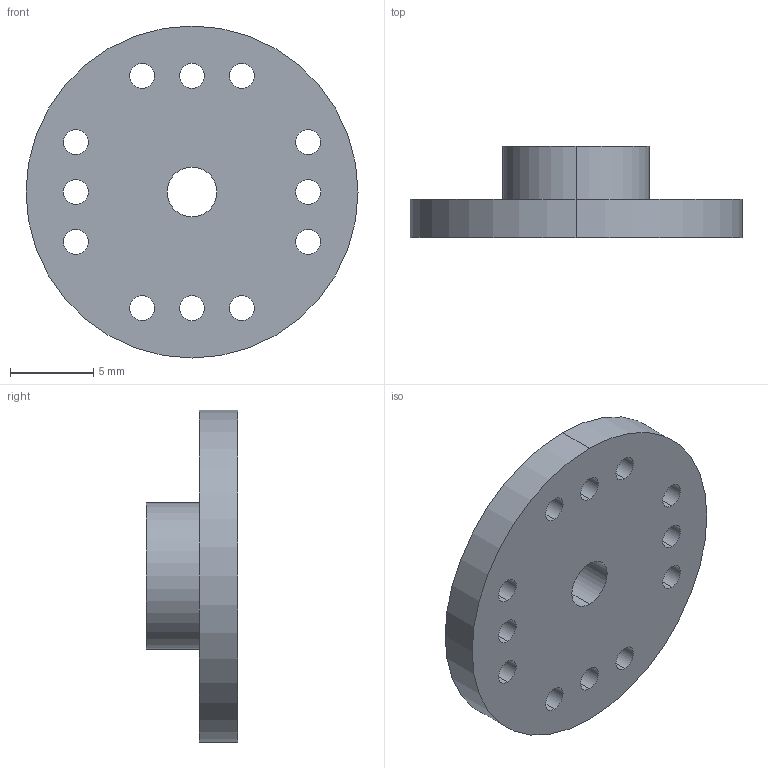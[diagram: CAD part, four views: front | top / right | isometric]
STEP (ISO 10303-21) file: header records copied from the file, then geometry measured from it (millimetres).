
FILE_DESCRIPTION (( 'STEP AP203' ), '1' );
FILE_NAME ('User Library-MG996R Servo Motor_Servo Horns_Circular Horn_sldprt.STEP', '2025-08-06T18:24:25', ( '' ), ( '' ), 'SwSTEP 2.0', 'SolidWorks 2025', '' );
FILE_SCHEMA (( 'CONFIG_CONTROL_DESIGN' ));
Length unit declared in the file: millimetre
Products named in the file (1): User Library-MG996R Servo Motor_Servo Horns_Circular Horn_sldprt
Bounding box: 20 x 5.5 x 20 mm (x, y, z)
Volume: 771.8 mm3; surface area: 1024.6 mm2
Topology: 1 solids, 1 shells, 110 faces, 318 edges, 212 vertices
Faces by surface type: cylinder 56, plane 54
Entity records: 3783 total; most frequent: DIRECTION 652, CARTESIAN_POINT 641, ORIENTED_EDGE 636, EDGE_CURVE 318, AXIS2_PLACEMENT_3D 223, VERTEX_POINT 212, VECTOR 206, LINE 206
